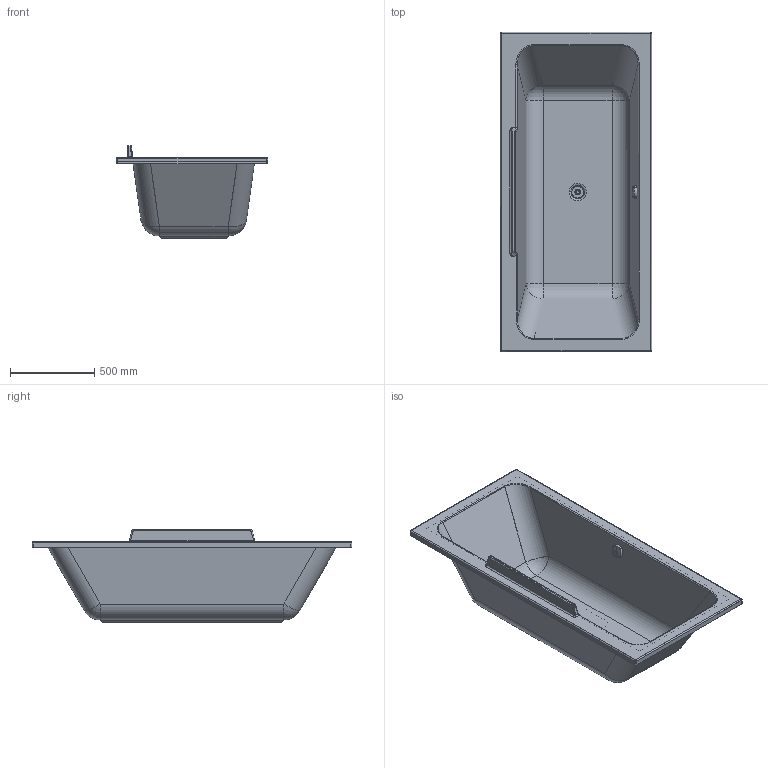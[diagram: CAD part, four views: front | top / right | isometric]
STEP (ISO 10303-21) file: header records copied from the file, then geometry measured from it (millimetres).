
FILE_DESCRIPTION((''),'2;1');
FILE_NAME('700299.stp','2013-05-27T16:07:12',('Administrator'),(''),'Autodesk Inventor 2011','Autodesk Inventor 2011','');
FILE_SCHEMA(('CONFIG_CONTROL_DESIGN'));
Length unit declared in the file: millimetre
Products named in the file (4): 700299; Stopfen; Verschluss_Ueberlauf
Assembly tree (3 placements, depth 2):
  700299
    700299
    Stopfen
    Verschluss_Ueberlauf
Bounding box: 901.13 x 1900.53 x 552.5 mm (x, y, z)
Volume: 27391073.7 mm3; surface area: 8219261.9 mm2
Topology: 5 solids, 5 shells, 354 faces, 879 edges, 519 vertices
Faces by surface type: plane 158, cylinder 119, bspline 44, sphere 19, torus 7, cone 7
Full cylindrical faces by diameter (mm): 9.2 x1, 13 x1, 14.5 x1, 24 x1, 29.2 x1, 32 x2, 52 x1, 72 x1
Entity records: 16579 total; most frequent: CARTESIAN_POINT 7987, DIRECTION 1686, ORIENTED_EDGE 1676, EDGE_CURVE 838, AXIS2_PLACEMENT_3D 610, VERTEX_POINT 505, VECTOR 466, LINE 466
